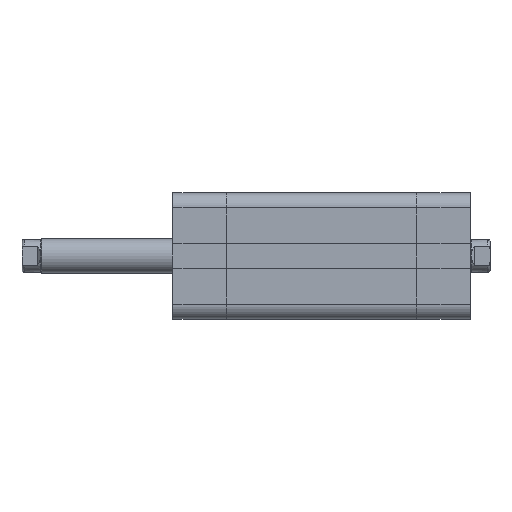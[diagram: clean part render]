
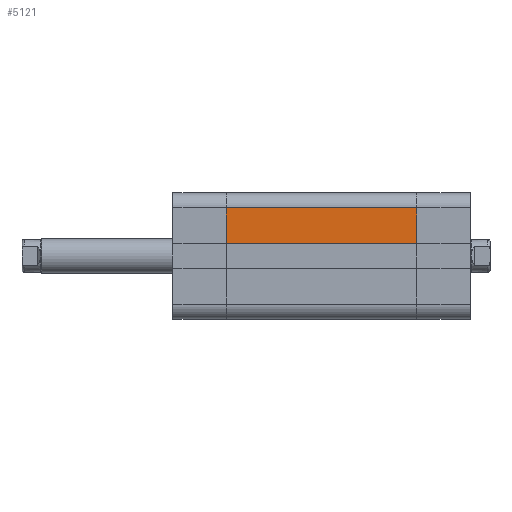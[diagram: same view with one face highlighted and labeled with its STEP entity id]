
A CAD part, front view. The second image highlights one B-rep face of the part: STEP entity #5121.
In plain terms, the highlighted planar face has unit normal (0, -1, 0).
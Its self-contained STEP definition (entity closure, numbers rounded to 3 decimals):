
#61 = CARTESIAN_POINT ( 'NONE',  ( -2.85, -14.5, -43.5 ) ) ;
#62 = DIRECTION ( 'NONE',  ( 0., 0., 1. ) ) ;
#102 = CARTESIAN_POINT ( 'NONE',  ( -11., -14.5, -43.5 ) ) ;
#108 = DIRECTION ( 'NONE',  ( 1., 0., 0. ) ) ;
#186 = CARTESIAN_POINT ( 'NONE',  ( -11., -14.5, -43.5 ) ) ;
#187 = DIRECTION ( 'NONE',  ( 0., 0., 1. ) ) ;
#189 = CARTESIAN_POINT ( 'NONE',  ( -11., -14.5, 0. ) ) ;
#190 = DIRECTION ( 'NONE',  ( 1., 0., 0. ) ) ;
#209 = CARTESIAN_POINT ( 'NONE',  ( -11., -14.5, -43.5 ) ) ;
#236 = CARTESIAN_POINT ( 'NONE',  ( -11., -14.5, 0. ) ) ;
#243 = CARTESIAN_POINT ( 'NONE',  ( -2.85, -14.5, -43.5 ) ) ;
#250 = CARTESIAN_POINT ( 'NONE',  ( -2.85, -14.5, 0. ) ) ;
#471 = PLANE ( 'NONE',  #4918 ) ;
#474 = CARTESIAN_POINT ( 'NONE',  ( -11., -14.5, -43.5 ) ) ;
#480 = DIRECTION ( 'NONE',  ( 0., -1., 0. ) ) ;
#481 = DIRECTION ( 'NONE',  ( 0., 0., -1. ) ) ;
#1617 = EDGE_LOOP ( 'NONE', ( #5652, #5788, #5633, #5780 ) ) ;
#2482 = EDGE_CURVE ( 'NONE', #2645, #2652, #4320, .T. ) ;
#2500 = EDGE_CURVE ( 'NONE', #2611, #2645, #4339, .T. ) ;
#2535 = EDGE_CURVE ( 'NONE', #2611, #2638, #4416, .T. ) ;
#2536 = EDGE_CURVE ( 'NONE', #2638, #2652, #4418, .T. ) ;
#2611 = VERTEX_POINT ( 'NONE', #209 ) ;
#2638 = VERTEX_POINT ( 'NONE', #236 ) ;
#2645 = VERTEX_POINT ( 'NONE', #243 ) ;
#2652 = VERTEX_POINT ( 'NONE', #250 ) ;
#4320 = LINE ( 'NONE', #61, #4326 ) ;
#4326 = VECTOR ( 'NONE', #62, 1000. ) ;
#4339 = LINE ( 'NONE', #102, #4355 ) ;
#4355 = VECTOR ( 'NONE', #108, 1000. ) ;
#4416 = LINE ( 'NONE', #186, #4417 ) ;
#4417 = VECTOR ( 'NONE', #187, 1000. ) ;
#4418 = LINE ( 'NONE', #189, #4419 ) ;
#4419 = VECTOR ( 'NONE', #190, 1000. ) ;
#4490 = FACE_OUTER_BOUND ( 'NONE', #1617, .T. ) ;
#4918 = AXIS2_PLACEMENT_3D ( 'NONE', #474, #480, #481 ) ;
#5121 = ADVANCED_FACE ( 'NONE', ( #4490 ), #471, .T. ) ;
#5633 = ORIENTED_EDGE ( 'NONE', *, *, #2535, .F. ) ;
#5652 = ORIENTED_EDGE ( 'NONE', *, *, #2482, .T. ) ;
#5780 = ORIENTED_EDGE ( 'NONE', *, *, #2500, .T. ) ;
#5788 = ORIENTED_EDGE ( 'NONE', *, *, #2536, .F. ) ;
